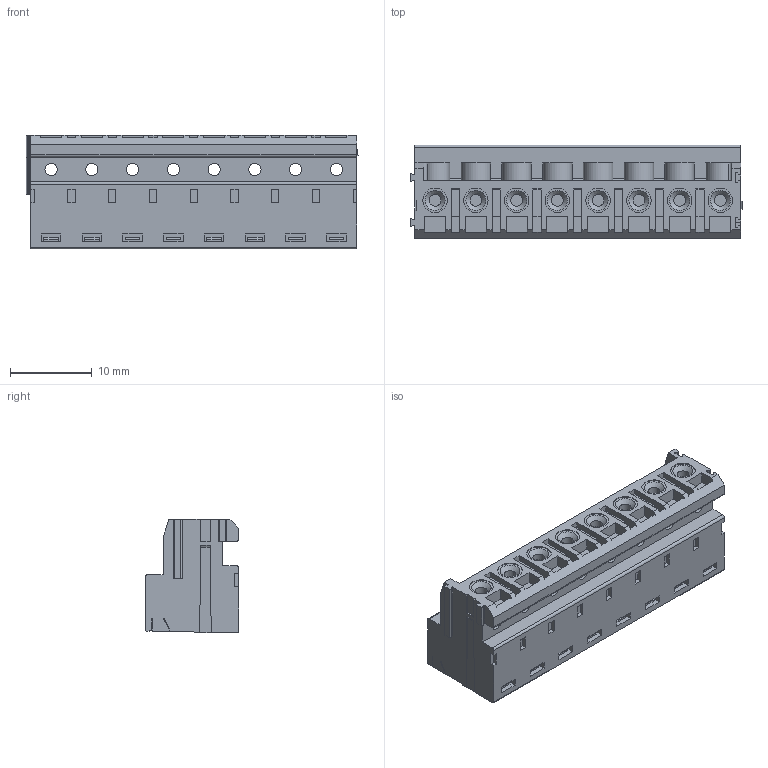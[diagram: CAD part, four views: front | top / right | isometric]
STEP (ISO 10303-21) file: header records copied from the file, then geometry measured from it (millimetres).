
FILE_DESCRIPTION(('STEP AP214'),'1');
FILE_NAME('SHCS08-5.stp','2018-11-12T16:58:50',(' '),(' '),'Spatial InterOp 3D',' ',' ');
FILE_SCHEMA(('AUTOMOTIVE_DESIGN { 1 0 10303 214 1 1 1 1 }'));
Length unit declared in the file: metre
Products named in the file (1): 1
Bounding box: 40.73 x 11.5 x 13.9 mm (x, y, z)
Volume: 4277.2 mm3; surface area: 4955.6 mm2
Topology: 1 solids, 1 shells, 827 faces, 2281 edges, 1506 vertices
Faces by surface type: plane 669, cylinder 134, cone 24
Full cylindrical faces by diameter (mm): 1.45 x8, 1.5 x8, 2.6 x8, 2.7 x8, 3 x8, 3.6 x14, 3.8 x8
Entity records: 32212 total; most frequent: CARTESIAN_POINT 4847, ORIENTED_EDGE 4270, DIRECTION 4051, EDGE_CURVE 2135, LINE 1823, VECTOR 1823, VERTEX_POINT 1448, AXIS2_PLACEMENT_3D 1114
